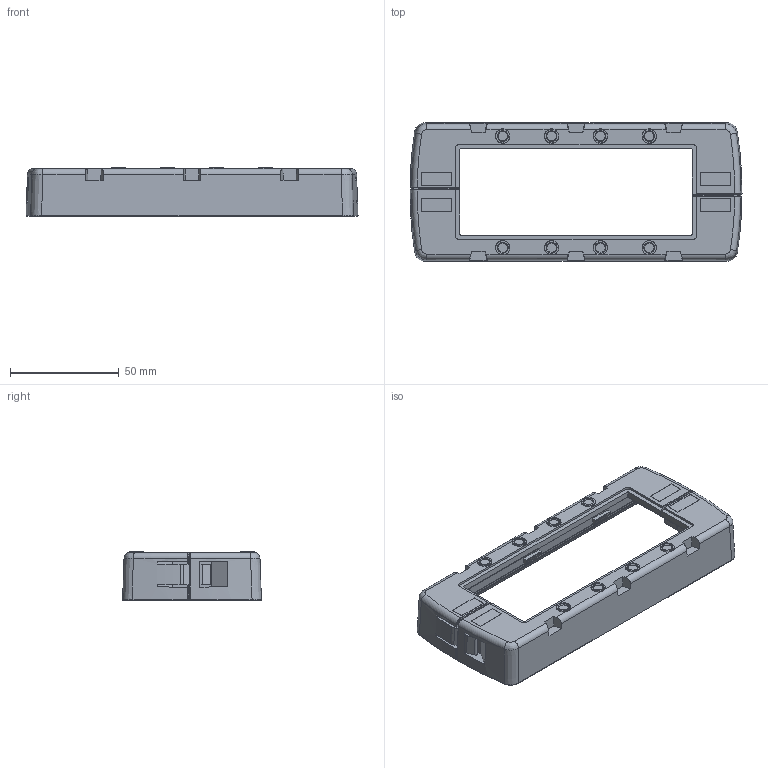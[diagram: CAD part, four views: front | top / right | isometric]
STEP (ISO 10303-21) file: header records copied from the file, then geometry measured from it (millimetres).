
FILE_DESCRIPTION(/* description */ (''),/* implementation_level */ '2;1');
FILE_NAME(/* name */ '28888.4_KDSI-AD_10-24.stp',/* time_stamp */ '2021-05-11T10:50:08+02:00',/* author */ (''),/* organization */ (''),/* preprocessor_version */ 'ST-DEVELOPER v16.7',/* originating_system */ 'SIEMENS PLM Software NX 12.0',/* authorisation */ '');
FILE_SCHEMA (('AUTOMOTIVE_DESIGN { 1 0 10303 214 3 1 1 1 }'));
Length unit declared in the file: millimetre
Products named in the file (2): KDSI-AD_10-24; 28883.4_KDSI-SR_10-24
Assembly tree (2 placements, depth 2):
  28883.4_KDSI-SR_10-24
    KDSI-AD_10-24  x2
Bounding box: 152.95 x 63.96 x 22.5 mm (x, y, z)
Volume: 45808.4 mm3; surface area: 31442.4 mm2
Topology: 2 solids, 26 shells, 730 faces, 1832 edges, 1164 vertices
Faces by surface type: plane 352, bspline 174, cylinder 84, cone 60, torus 34, extrusion 22, sphere 4
Entity records: 12882 total; most frequent: CARTESIAN_POINT 4993, ORIENTED_EDGE 1804, DIRECTION 1315, EDGE_CURVE 902, VERTEX_POINT 578, AXIS2_PLACEMENT_3D 445, VECTOR 425, LINE 414
